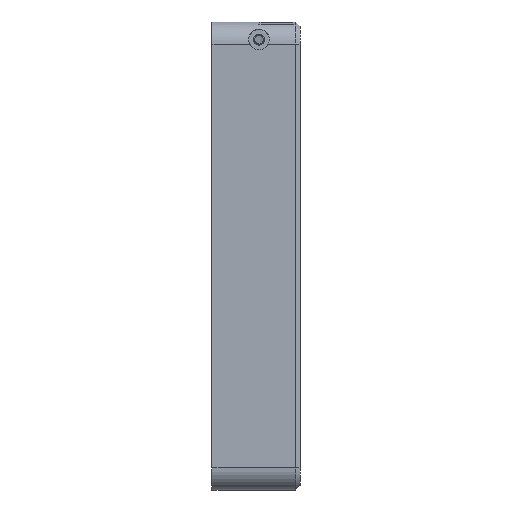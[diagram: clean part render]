
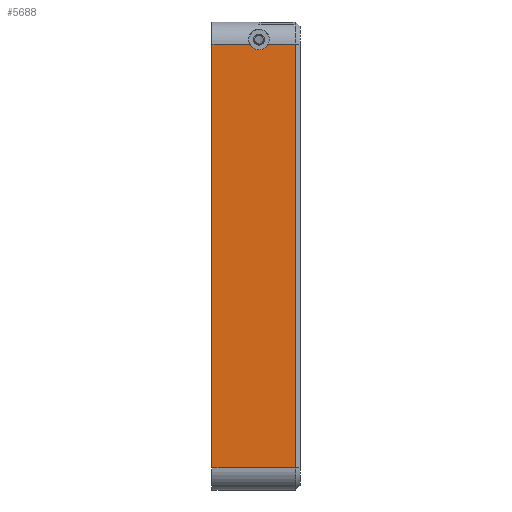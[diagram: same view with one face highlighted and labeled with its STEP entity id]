
A CAD part, left-side view. The second image highlights one B-rep face of the part: STEP entity #5688.
In plain terms, the highlighted planar face has unit normal (-1, 0, 0).
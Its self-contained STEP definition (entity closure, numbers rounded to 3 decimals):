
#69 = EDGE_CURVE ( 'NONE', #3137, #5161, #5819, .T. ) ;
#206 = EDGE_CURVE ( 'NONE', #5855, #5161, #4456, .T. ) ;
#513 = VERTEX_POINT ( 'NONE', #3642 ) ;
#642 = DIRECTION ( 'NONE',  ( 0., 0., 1. ) ) ;
#698 = ORIENTED_EDGE ( 'NONE', *, *, #6549, .F. ) ;
#767 = EDGE_LOOP ( 'NONE', ( #4552, #7238, #3704, #2785, #3275, #2657, #698 ) ) ;
#941 = VECTOR ( 'NONE', #5401, 1000. ) ;
#965 = CARTESIAN_POINT ( 'NONE',  ( -21.75, -1.5, 48. ) ) ;
#1527 = CARTESIAN_POINT ( 'NONE',  ( -21.75, -1.5, 48. ) ) ;
#1678 = VECTOR ( 'NONE', #6210, 1000. ) ;
#1917 = FACE_OUTER_BOUND ( 'NONE', #767, .T. ) ;
#2005 = CARTESIAN_POINT ( 'NONE',  ( -21.75, 7.8, 49. ) ) ;
#2093 = DIRECTION ( 'NONE',  ( -1., 0., 0. ) ) ;
#2272 = CARTESIAN_POINT ( 'NONE',  ( -21.75, 18.45, 48. ) ) ;
#2313 = EDGE_CURVE ( 'NONE', #8896, #5855, #4018, .T. ) ;
#2383 = CARTESIAN_POINT ( 'NONE',  ( -21.75, -0.5, 48. ) ) ;
#2397 = DIRECTION ( 'NONE',  ( 0., 0., 1. ) ) ;
#2411 = VECTOR ( 'NONE', #7112, 1000. ) ;
#2589 = CIRCLE ( 'NONE', #7739, 2.325 ) ;
#2652 = CARTESIAN_POINT ( 'NONE',  ( -21.75, -0.5, -48. ) ) ;
#2657 = ORIENTED_EDGE ( 'NONE', *, *, #4427, .T. ) ;
#2750 = CARTESIAN_POINT ( 'NONE',  ( -21.75, -0.5, 48. ) ) ;
#2780 = CARTESIAN_POINT ( 'NONE',  ( -21.75, -1.5, -48. ) ) ;
#2785 = ORIENTED_EDGE ( 'NONE', *, *, #2313, .F. ) ;
#3021 = CARTESIAN_POINT ( 'NONE',  ( -21.75, 18.45, -48. ) ) ;
#3075 = LINE ( 'NONE', #965, #5263 ) ;
#3137 = VERTEX_POINT ( 'NONE', #5041 ) ;
#3275 = ORIENTED_EDGE ( 'NONE', *, *, #4043, .T. ) ;
#3568 = CARTESIAN_POINT ( 'NONE',  ( -21.75, 5.701, 48. ) ) ;
#3642 = CARTESIAN_POINT ( 'NONE',  ( -21.75, 7.8, 46.675 ) ) ;
#3704 = ORIENTED_EDGE ( 'NONE', *, *, #206, .F. ) ;
#3758 = DIRECTION ( 'NONE',  ( 0., 1., 0. ) ) ;
#4018 = LINE ( 'NONE', #2780, #941 ) ;
#4043 = EDGE_CURVE ( 'NONE', #8896, #5472, #7542, .T. ) ;
#4333 = AXIS2_PLACEMENT_3D ( 'NONE', #7528, #2093, #4849 ) ;
#4427 = EDGE_CURVE ( 'NONE', #5472, #6835, #3075, .T. ) ;
#4456 = LINE ( 'NONE', #4502, #5606 ) ;
#4502 = CARTESIAN_POINT ( 'NONE',  ( -21.75, 18.45, -48. ) ) ;
#4552 = ORIENTED_EDGE ( 'NONE', *, *, #6260, .F. ) ;
#4567 = CARTESIAN_POINT ( 'NONE',  ( -21.75, 7.8, 49. ) ) ;
#4701 = DIRECTION ( 'NONE',  ( -1., 0., 0. ) ) ;
#4711 = PLANE ( 'NONE',  #4333 ) ;
#4849 = DIRECTION ( 'NONE',  ( 0., 0., 1. ) ) ;
#5041 = CARTESIAN_POINT ( 'NONE',  ( -21.75, 9.899, 48. ) ) ;
#5161 = VERTEX_POINT ( 'NONE', #2272 ) ;
#5263 = VECTOR ( 'NONE', #3758, 1000. ) ;
#5401 = DIRECTION ( 'NONE',  ( 0., 1., 0. ) ) ;
#5472 = VERTEX_POINT ( 'NONE', #2383 ) ;
#5606 = VECTOR ( 'NONE', #2397, 1000. ) ;
#5652 = DIRECTION ( 'NONE',  ( -1., 0., 0. ) ) ;
#5688 = ADVANCED_FACE ( 'NONE', ( #1917 ), #4711, .T. ) ;
#5819 = LINE ( 'NONE', #1527, #2411 ) ;
#5855 = VERTEX_POINT ( 'NONE', #3021 ) ;
#6105 = DIRECTION ( 'NONE',  ( 0., 0., 1. ) ) ;
#6210 = DIRECTION ( 'NONE',  ( 0., 0., 1. ) ) ;
#6260 = EDGE_CURVE ( 'NONE', #3137, #513, #2589, .T. ) ;
#6549 = EDGE_CURVE ( 'NONE', #513, #6835, #7594, .T. ) ;
#6835 = VERTEX_POINT ( 'NONE', #3568 ) ;
#7112 = DIRECTION ( 'NONE',  ( 0., 1., 0. ) ) ;
#7238 = ORIENTED_EDGE ( 'NONE', *, *, #69, .T. ) ;
#7528 = CARTESIAN_POINT ( 'NONE',  ( -21.75, -1.5, -48. ) ) ;
#7542 = LINE ( 'NONE', #2750, #1678 ) ;
#7594 = CIRCLE ( 'NONE', #8620, 2.325 ) ;
#7739 = AXIS2_PLACEMENT_3D ( 'NONE', #2005, #5652, #642 ) ;
#8620 = AXIS2_PLACEMENT_3D ( 'NONE', #4567, #4701, #6105 ) ;
#8896 = VERTEX_POINT ( 'NONE', #2652 ) ;
